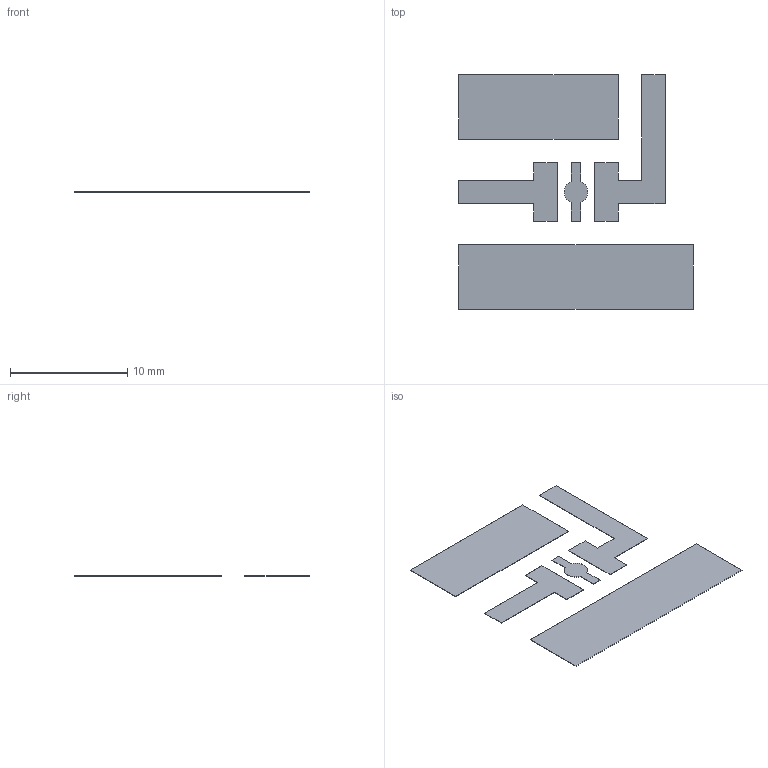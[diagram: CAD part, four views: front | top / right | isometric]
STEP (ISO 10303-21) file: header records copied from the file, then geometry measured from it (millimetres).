
FILE_DESCRIPTION(('FreeCAD Model'),'2;1');
FILE_NAME('PATTERN.step','2017-09-02T22:06:37',(''),(''), 'Open CASCADE STEP processor 6.8','FreeCAD','Unknown');
FILE_SCHEMA(('AUTOMOTIVE_DESIGN_CC2 { 1 2 10303 214 -1 1 5 4 }'));
Length unit declared in the file: millimetre
Products named in the file (6): ASSEMBLY; PCB_LED_PATTERN004; PCB_LED_PATTERN003; PCB_LED_PATTERN002; PCB_LED_PATTERN001; PCB_LED_PATTERN
Assembly tree (5 placements, depth 2):
  ASSEMBLY
    PCB_LED_PATTERN004
    PCB_LED_PATTERN003
    PCB_LED_PATTERN002
    PCB_LED_PATTERN001
    PCB_LED_PATTERN
Bounding box: 20 x 20 x 0.04 mm (x, y, z)
Volume: 8.7 mm3; surface area: 504.3 mm2
Topology: 5 solids, 5 shells, 44 faces, 102 edges, 68 vertices
Faces by surface type: plane 42, cylinder 2
Entity records: 2875 total; most frequent: CARTESIAN_POINT 616, DIRECTION 402, LINE 290, VECTOR 290, ORIENTED_EDGE 204, PCURVE 204, DEFINITIONAL_REPRESENTATION 204, EDGE_CURVE 102
